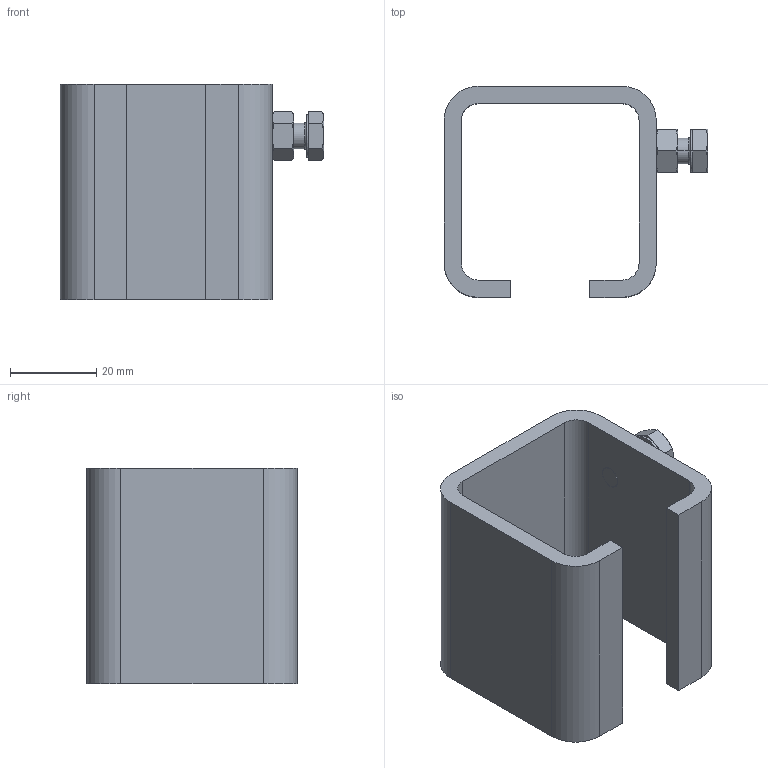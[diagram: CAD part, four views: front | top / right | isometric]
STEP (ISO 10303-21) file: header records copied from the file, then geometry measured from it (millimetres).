
FILE_DESCRIPTION (( 'STEP AP214' ), '1' );
FILE_NAME ('0020632.step', '2022-08-30T12:41:17', ( '' ), ( '' ), 'SwSTEP 2.0', 'SolidWorks 2020', '' );
FILE_SCHEMA (( 'AUTOMOTIVE_DESIGN' ));
Length unit declared in the file: inch
Products named in the file (1): 0020632
Bounding box: 61.3 x 49 x 50 mm (x, y, z)
Volume: 31263.7 mm3; surface area: 17333 mm2
Topology: 1 solids, 1 shells, 77 faces, 188 edges, 119 vertices
Faces by surface type: plane 44, cone 17, cylinder 14, torus 2
Entity records: 2421 total; most frequent: CARTESIAN_POINT 593, ORIENTED_EDGE 376, DIRECTION 359, EDGE_CURVE 188, AXIS2_PLACEMENT_3D 125, VERTEX_POINT 119, LINE 109, VECTOR 109
